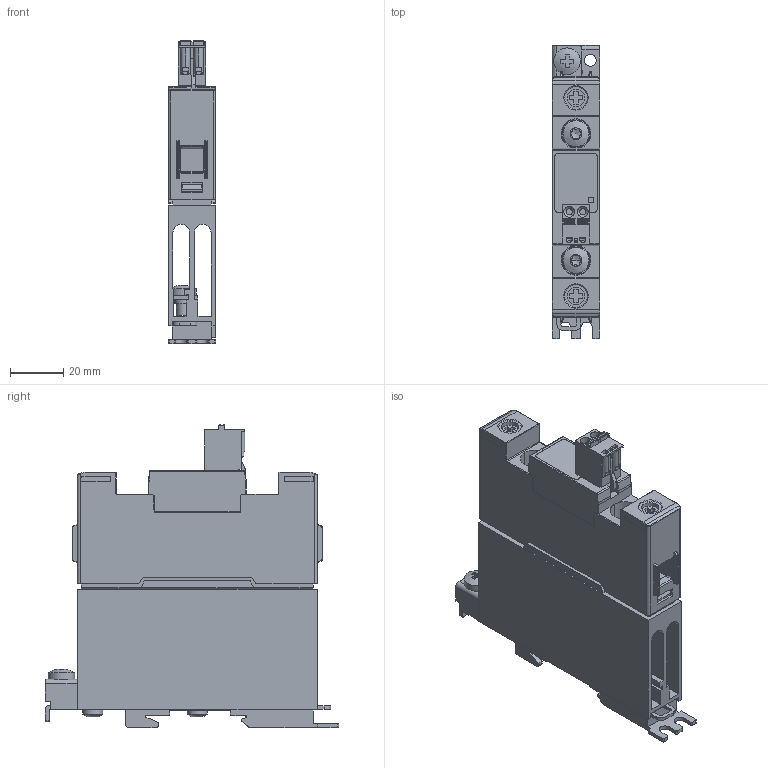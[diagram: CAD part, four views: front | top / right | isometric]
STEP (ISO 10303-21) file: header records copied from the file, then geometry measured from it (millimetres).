
FILE_DESCRIPTION(/* description */ (''),/* implementation_level */ '2;1');
FILE_NAME(/* name */ 'CGI1338-00-3D.stp',/* time_stamp */ '2017-03-08T11:28:44+01:00',/* author */ ('bonpie2'),/* organization */ (''),/* preprocessor_version */ 'ST-DEVELOPER v16.5',/* originating_system */ 'AutoCAD Mechanical',/* authorisation */ '');
FILE_SCHEMA (('AUTOMOTIVE_DESIGN { 1 0 10303 214 3 1 1 }'));
Length unit declared in the file: millimetre
Products named in the file (2): Product; CGI1338-00
Assembly tree (1 placements, depth 2):
  Product
    CGI1338-00
Bounding box: 17.8 x 110 x 113.68 mm (x, y, z)
Volume: 103537.4 mm3; surface area: 44337.8 mm2
Topology: 1 solids, 7 shells, 967 faces, 2671 edges, 1731 vertices
Faces by surface type: plane 597, cylinder 281, cone 29, bspline 26, torus 21, sphere 13
Full cylindrical faces by diameter (mm): 2.3 x2, 4 x2, 4.4 x1, 5 x1, 6.2 x1, 6.542 x2, 7.5 x2, 10 x2
Entity records: 31579 total; most frequent: CARTESIAN_POINT 6708, ORIENTED_EDGE 5244, DIRECTION 5116, EDGE_CURVE 2622, LINE 1860, VECTOR 1860, VERTEX_POINT 1722, AXIS2_PLACEMENT_3D 1628
